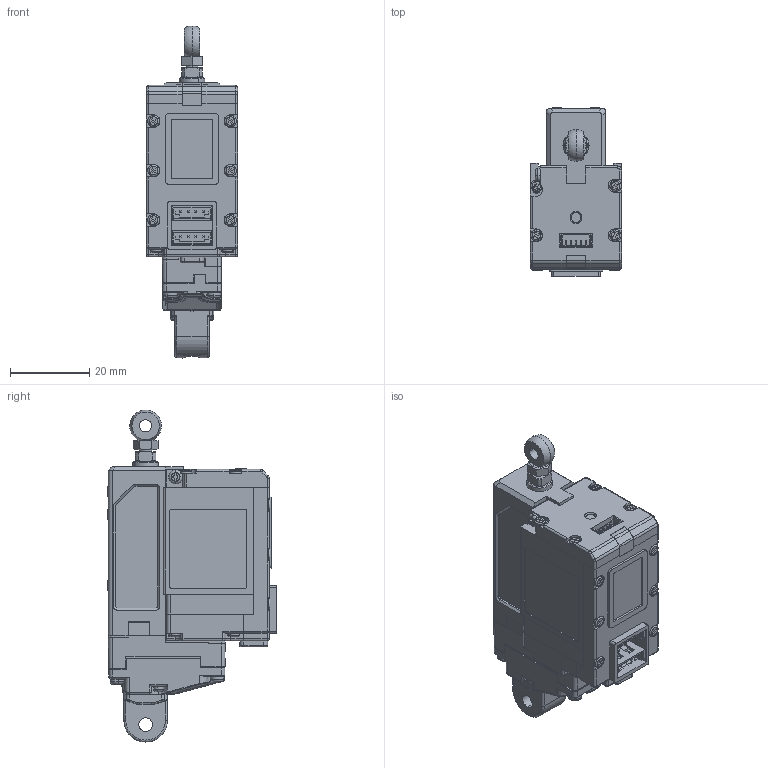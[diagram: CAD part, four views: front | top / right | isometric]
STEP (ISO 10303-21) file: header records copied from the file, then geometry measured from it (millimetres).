
FILE_DESCRIPTION (( 'STEP AP203' ), '1' );
FILE_NAME ('17Lf-xxxxx-27-Servo Series_Rev02_20250523.STEP', '2025-06-05T08:43:43', ( '' ), ( '' ), 'SwSTEP 2.0', 'SolidWorks 2020', '' );
FILE_SCHEMA (( 'CONFIG_CONTROL_DESIGN' ));
Length unit declared in the file: millimetre
Products named in the file (36): IREAB0014 PCBA, MAIN SERVO-17FC-F; IRMIP0035 GEAR-BOX TOP-17PI; IRMIP0037 GEAR, 2ND RESIN(9.3vs1) -17PI; IROIX0011 SCREW, PH T 2x12 PLS STL NI; IRMIP0006 COVER, POT 30; IRMIP0002 SPACER; IRMIP0038 COVER-L, MOTOR-17PI; IRMIP0008 CASE, PT BTM; IRMIT0018 NUT, ROD END SUS; ASSY, GEAR-BOX 17Lf-E; IRMIP0034 GEAR-BOX MIDDLE-17PI; IRMIP0001 CASE STROKE 30; IRMIR0005 CAP, RUBBER 17Lf MOTOR; IROIX0008 SCREW, PH T1.7X18 PLS STL NI; IRMIP0044 COVER-T, 17PI MOTOR; IRMAA0180 ASSY, COVER LENS-17PI; SUB PCB (I-O terminal-mount); IRMIP0039 COVER-R, MOTOR-17PI; IROIX0013 NUT, M3.0-2.4T NI; IRMIP0029 CASE, PT TOP; CONNECTOR_MOLEX_4PIN-熱霜; IROIX0003 SCREW, CS T1.4x4 PLS STL NI; CONNECTOR_NW-A1.25-5AW(I-O terminal); IRMIT0063 PIN D1.4X L17; IROIX0060 SCREW, PH M2.5X6 PLS STL ZNC; IRMIP0041 HINGE; IRMIT0052 NUT, HINGE; IRMIP0043 LENS-17PI; IRMIT0063 ROD END TIP ROUND, IR-MC01; MAIN PCB_IR_LS_3G_F_R02; IROIX0031 SCREW, CH T1.7X6 PLS STL NI; IRMIT0001 ROD 30, TR3 METAL; IROIX0009 SCREW, PH T 2x18 PLS STL NI; IRMIP0042 COVER-F, 17PI MOTOR; 17Lf-xxxxx-27-Servo Series_Rev02_20250523; IROIX0030 SCREW, CH T1.7X14 PLS STL NI
Assembly tree (55 placements, depth 4):
  17Lf-xxxxx-27-Servo Series_Rev02_20250523
    IRMIP0008 CASE, PT BTM
    IRMIP0029 CASE, PT TOP
    IRMIT0052 NUT, HINGE
    IROIX0008 SCREW, PH T1.7X18 PLS STL NI  x2
    IROIX0009 SCREW, PH T 2x18 PLS STL NI  x2
    IROIX0011 SCREW, PH T 2x12 PLS STL NI  x2
    IROIX0060 SCREW, PH M2.5X6 PLS STL ZNC
    IRMIP0002 SPACER
    IRMIT0018 NUT, ROD END SUS
    IROIX0013 NUT, M3.0-2.4T NI
    IRMIP0041 HINGE
    IRMIP0006 COVER, POT 30
    IRMIP0001 CASE STROKE 30
    IRMIT0001 ROD 30, TR3 METAL
    IROIX0003 SCREW, CS T1.4x4 PLS STL NI  x4
    ASSY, GEAR-BOX 17Lf-E
      IRMIP0035 GEAR-BOX TOP-17PI
      IRMIP0038 COVER-L, MOTOR-17PI
      IRMIP0039 COVER-R, MOTOR-17PI
      IROIX0030 SCREW, CH T1.7X14 PLS STL NI  x4
      IRMIP0037 GEAR, 2ND RESIN(9.3vs1) -17PI
      IRMIT0063 PIN D1.4X L17
      IRMIP0034 GEAR-BOX MIDDLE-17PI
      IRMAA0180 ASSY, COVER LENS-17PI
        IRMIP0042 COVER-F, 17PI MOTOR
        IRMIP0043 LENS-17PI
      IREAB0014 PCBA, MAIN SERVO-17FC-F
        MAIN PCB_IR_LS_3G_F_R02
        CONNECTOR_MOLEX_4PIN-熱霜  x2
        CONNECTOR_NW-A1.25-5AW(I-O terminal)
        SUB PCB (I-O terminal-mount)
      IRMIR0005 CAP, RUBBER 17Lf MOTOR
      IRMIP0044 COVER-T, 17PI MOTOR
      IROIX0009 SCREW, PH T 2x18 PLS STL NI
      IROIX0031 SCREW, CH T1.7X6 PLS STL NI  x10
    IRMIT0063 ROD END TIP ROUND, IR-MC01
Bounding box: 23 x 42.55 x 83.8 mm (x, y, z)
Volume: 21720.1 mm3; surface area: 32952.1 mm2
Topology: 179 solids, 179 shells, 4188 faces, 10567 edges, 6860 vertices
Faces by surface type: plane 2589, cylinder 1152, cone 276, torus 89, bspline 72, sphere 10
Entity records: 120293 total; most frequent: CARTESIAN_POINT 27038, ORIENTED_EDGE 18434, DIRECTION 18359, EDGE_CURVE 9217, VECTOR 6295, LINE 6295, AXIS2_PLACEMENT_3D 6032, VERTEX_POINT 6008
